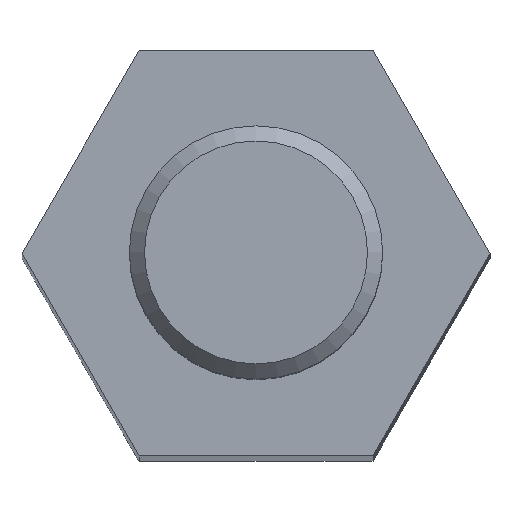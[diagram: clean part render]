
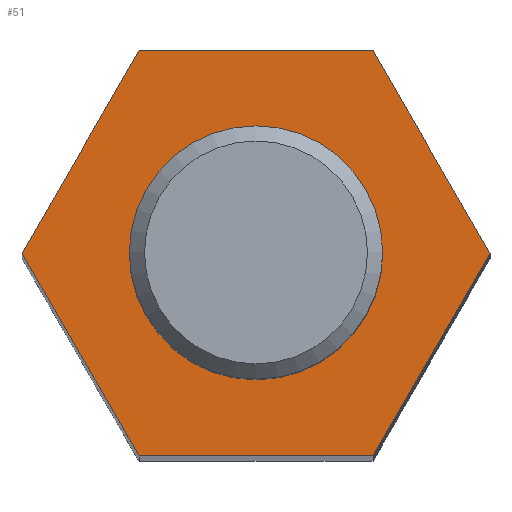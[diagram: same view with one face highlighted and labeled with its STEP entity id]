
A CAD part, top view. The second image highlights one B-rep face of the part: STEP entity #51.
In plain terms, the highlighted planar face has unit normal (0, 0, 1).
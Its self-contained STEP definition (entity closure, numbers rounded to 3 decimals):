
#51 = ADVANCED_FACE( '', ( #119, #120 ), #121, .T. );
#119 = FACE_BOUND( '', #213, .T. );
#120 = FACE_OUTER_BOUND( '', #214, .T. );
#121 = PLANE( '', #215 );
#213 = EDGE_LOOP( '', ( #307 ) );
#214 = EDGE_LOOP( '', ( #308, #309, #310, #311, #312, #313 ) );
#215 = AXIS2_PLACEMENT_3D( '', #314, #315, #316 );
#307 = ORIENTED_EDGE( '', *, *, #487, .T. );
#308 = ORIENTED_EDGE( '', *, *, #488, .T. );
#309 = ORIENTED_EDGE( '', *, *, #489, .T. );
#310 = ORIENTED_EDGE( '', *, *, #483, .T. );
#311 = ORIENTED_EDGE( '', *, *, #490, .T. );
#312 = ORIENTED_EDGE( '', *, *, #491, .T. );
#313 = ORIENTED_EDGE( '', *, *, #492, .T. );
#314 = CARTESIAN_POINT( '', ( 0., 0., 60. ) );
#315 = DIRECTION( '', ( 0., 0., 1. ) );
#316 = DIRECTION( '', ( 1., 0., 0. ) );
#483 = EDGE_CURVE( '', #553, #551, #554, .T. );
#487 = EDGE_CURVE( '', #559, #559, #560, .F. );
#488 = EDGE_CURVE( '', #561, #562, #563, .T. );
#489 = EDGE_CURVE( '', #562, #553, #564, .T. );
#490 = EDGE_CURVE( '', #551, #565, #566, .T. );
#491 = EDGE_CURVE( '', #565, #567, #568, .T. );
#492 = EDGE_CURVE( '', #567, #561, #569, .T. );
#551 = VERTEX_POINT( '', #653 );
#553 = VERTEX_POINT( '', #656 );
#554 = LINE( '', #657, #658 );
#559 = VERTEX_POINT( '', #669 );
#560 = CIRCLE( '', #670, 2.265 );
#561 = VERTEX_POINT( '', #671 );
#562 = VERTEX_POINT( '', #672 );
#563 = LINE( '', #673, #674 );
#564 = LINE( '', #675, #676 );
#565 = VERTEX_POINT( '', #677 );
#566 = LINE( '', #678, #679 );
#567 = VERTEX_POINT( '', #680 );
#568 = LINE( '', #681, #682 );
#569 = LINE( '', #683, #684 );
#653 = CARTESIAN_POINT( '', ( -2.309, -4., 60. ) );
#656 = CARTESIAN_POINT( '', ( -4.619, 0., 60. ) );
#657 = CARTESIAN_POINT( '', ( -4.619, 0., 60. ) );
#658 = VECTOR( '', #826, 1000. );
#669 = CARTESIAN_POINT( '', ( 2.265, 0., 60. ) );
#670 = AXIS2_PLACEMENT_3D( '', #828, #829, #830 );
#671 = CARTESIAN_POINT( '', ( 2.309, 4., 60. ) );
#672 = CARTESIAN_POINT( '', ( -2.309, 4., 60. ) );
#673 = CARTESIAN_POINT( '', ( 2.309, 4., 60. ) );
#674 = VECTOR( '', #831, 1000. );
#675 = CARTESIAN_POINT( '', ( -2.309, 4., 60. ) );
#676 = VECTOR( '', #832, 1000. );
#677 = CARTESIAN_POINT( '', ( 2.309, -4., 60. ) );
#678 = CARTESIAN_POINT( '', ( -2.309, -4., 60. ) );
#679 = VECTOR( '', #833, 1000. );
#680 = CARTESIAN_POINT( '', ( 4.619, 0., 60. ) );
#681 = CARTESIAN_POINT( '', ( 2.309, -4., 60. ) );
#682 = VECTOR( '', #834, 1000. );
#683 = CARTESIAN_POINT( '', ( 4.619, 0., 60. ) );
#684 = VECTOR( '', #835, 1000. );
#826 = DIRECTION( '', ( 0.5, -0.866, 0. ) );
#828 = CARTESIAN_POINT( '', ( 0., 0., 60. ) );
#829 = DIRECTION( '', ( 0., 0., 1. ) );
#830 = DIRECTION( '', ( 1., 0., 0. ) );
#831 = DIRECTION( '', ( -1., 0., 0. ) );
#832 = DIRECTION( '', ( -0.5, -0.866, 0. ) );
#833 = DIRECTION( '', ( 1., 0., 0. ) );
#834 = DIRECTION( '', ( 0.5, 0.866, 0. ) );
#835 = DIRECTION( '', ( -0.5, 0.866, 0. ) );
